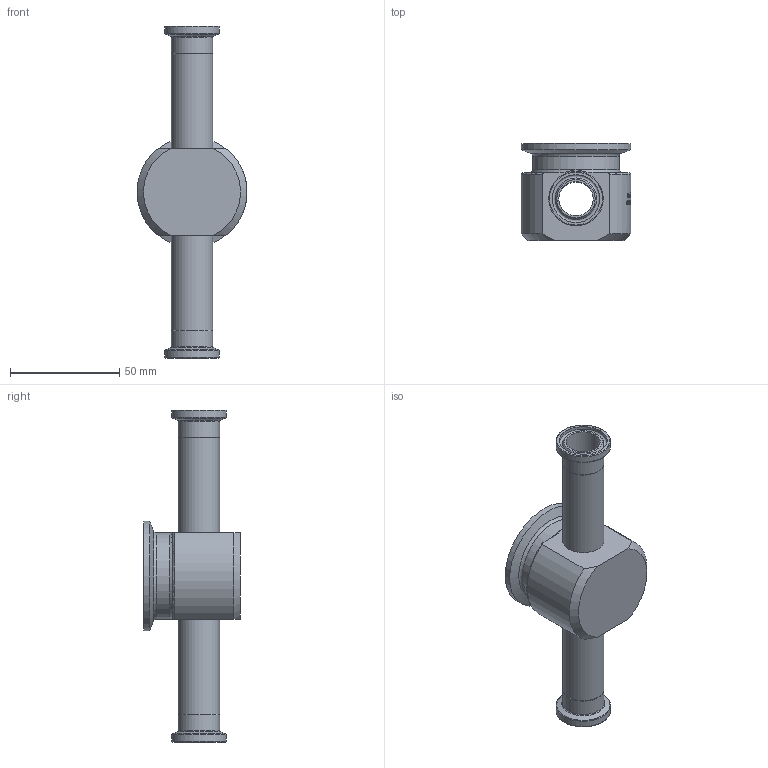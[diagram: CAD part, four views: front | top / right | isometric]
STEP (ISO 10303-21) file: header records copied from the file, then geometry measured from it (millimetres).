
FILE_DESCRIPTION(/* description */ (''),/* implementation_level */ '2;1');
FILE_NAME(/* name */ 'S7IMPS-.75X15.stp',/* time_stamp */ '2018-11-30T14:24:26-05:00',/* author */ ('rick'),/* organization */ (''),/* preprocessor_version */ 'ST-DEVELOPER v15.2',/* originating_system */ 'Autodesk Inventor 2014',/* authorisation */ '');
FILE_SCHEMA (('AUTOMOTIVE_DESIGN { 1 0 10303 214 3 1 1 }'));
Length unit declared in the file: inch
Products named in the file (1): S7IMPS-.75X15
Bounding box: 50.39 x 44.45 x 152.17 mm (x, y, z)
Volume: 56050.7 mm3; surface area: 27368.8 mm2
Topology: 1 solids, 1 shells, 469 faces, 1238 edges, 818 vertices
Faces by surface type: plane 196, bspline 186, cylinder 54, torus 22, cone 11
Full cylindrical faces by diameter (mm): 15.748 x4, 15.875 x1, 19.05 x4, 21.895 x2, 24.994 x2, 34.646 x1, 39.7 x1, 50.394 x1
Entity records: 17854 total; most frequent: CARTESIAN_POINT 7390, ORIENTED_EDGE 2388, DIRECTION 1647, EDGE_CURVE 1194, VERTEX_POINT 813, AXIS2_PLACEMENT_3D 563, EDGE_LOOP 559, LINE 521
